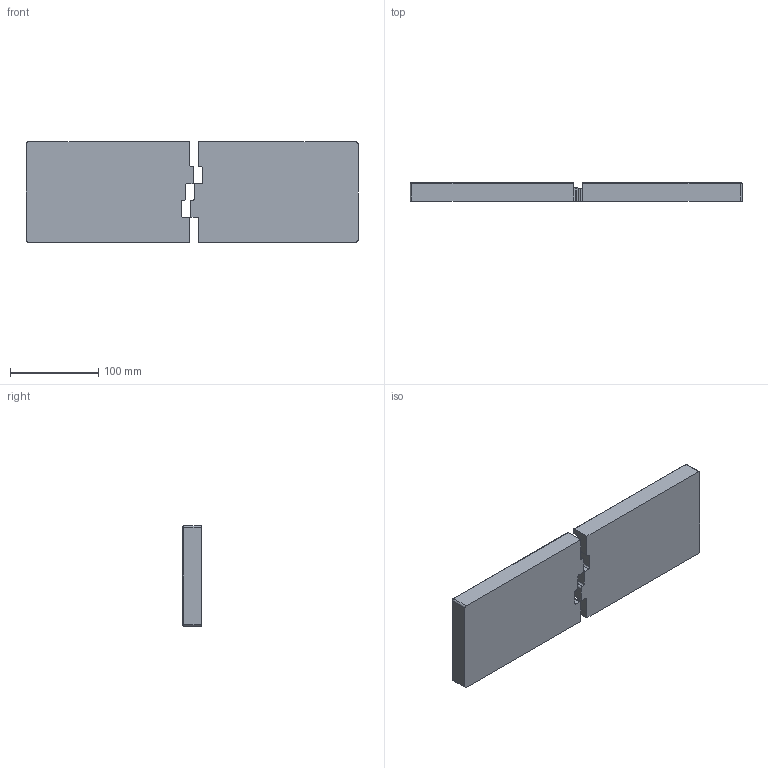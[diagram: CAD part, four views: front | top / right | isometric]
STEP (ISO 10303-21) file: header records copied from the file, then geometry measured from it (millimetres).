
FILE_DESCRIPTION(/* description */ (''),/* implementation_level */ '2;1');
FILE_NAME(/* name */ 'Untitled v0.step',/* time_stamp */ '2020-01-09T23:31:17+08:00',/* author */ (''),/* organization */ (''),/* preprocessor_version */ 'ST-DEVELOPER v18',/* originating_system */ 'Autodesk Translation Framework v8.12.0.6',/* authorisation */ '');
FILE_SCHEMA (('AUTOMOTIVE_DESIGN { 1 0 10303 214 3 1 1 }'));
Length unit declared in the file: millimetre
Products named in the file (1): Untitled
Bounding box: 375.66 x 21 x 113.25 mm (x, y, z)
Volume: 325190.9 mm3; surface area: 125932.6 mm2
Topology: 2 solids, 2 shells, 169 faces, 414 edges, 273 vertices
Faces by surface type: plane 93, cylinder 72, bspline 4
Full cylindrical faces by diameter (mm): 1.9 x10, 5 x10, 6.1 x2
Entity records: 5074 total; most frequent: CARTESIAN_POINT 895, DIRECTION 894, ORIENTED_EDGE 828, EDGE_CURVE 414, AXIS2_PLACEMENT_3D 314, VERTEX_POINT 273, LINE 266, VECTOR 266
